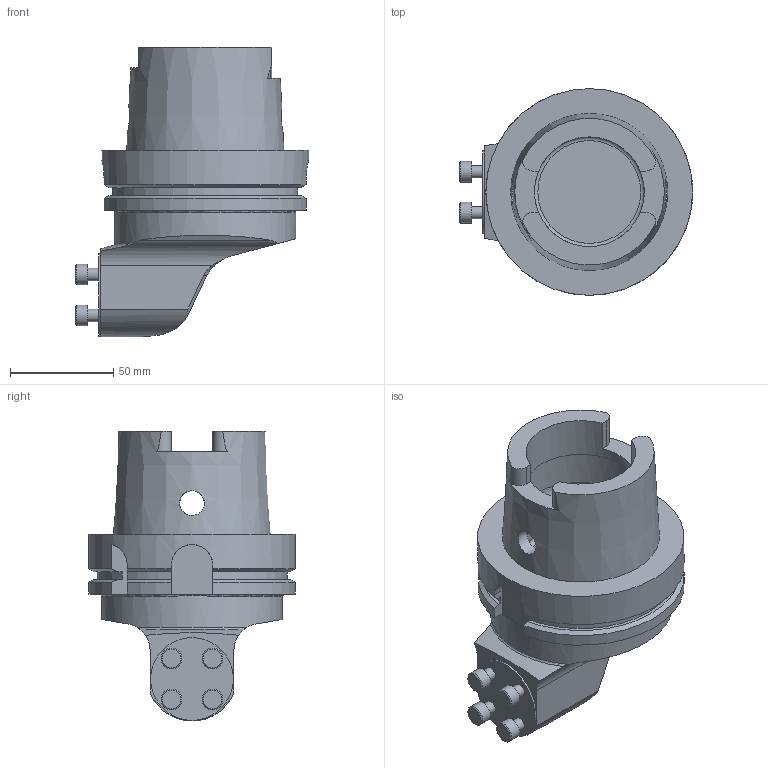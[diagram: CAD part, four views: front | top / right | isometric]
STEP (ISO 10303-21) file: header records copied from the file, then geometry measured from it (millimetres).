
FILE_DESCRIPTION(/* description */ (''),/* implementation_level */ '2;1');
FILE_NAME(/* name */ '1524202152962.stp',/* time_stamp */ '2018-04-20T07:29:22+02:00',/* author */ (''),/* organization */ ('SMS'),/* preprocessor_version */ 'ST-DEVELOPER v15',/* originating_system */ 'SIEMENS PLM Software NX 8.5',/* authorisation */ '');
FILE_SCHEMA (('AUTOMOTIVE_DESIGN { 1 0 10303 214 3 1 1 1 }'));
Length unit declared in the file: millimetre
Products named in the file (1): 112029109mod000_00
Bounding box: 112.79 x 99.93 x 140.2 mm (x, y, z)
Volume: 445932.4 mm3; surface area: 60739.2 mm2
Topology: 1 solids, 1 shells, 111 faces, 300 edges, 201 vertices
Faces by surface type: plane 50, cylinder 38, cone 13, torus 8, bspline 2
Full cylindrical faces by diameter (mm): 6 x4, 10 x4, 12 x2, 40 x1, 53.06 x2, 63.095 x1, 87.5 x1, 99.93 x1
Entity records: 3553 total; most frequent: CARTESIAN_POINT 926, DIRECTION 534, ORIENTED_EDGE 512, EDGE_CURVE 256, AXIS2_PLACEMENT_3D 219, VERTEX_POINT 180, EDGE_LOOP 148, ADVANCED_FACE 111
